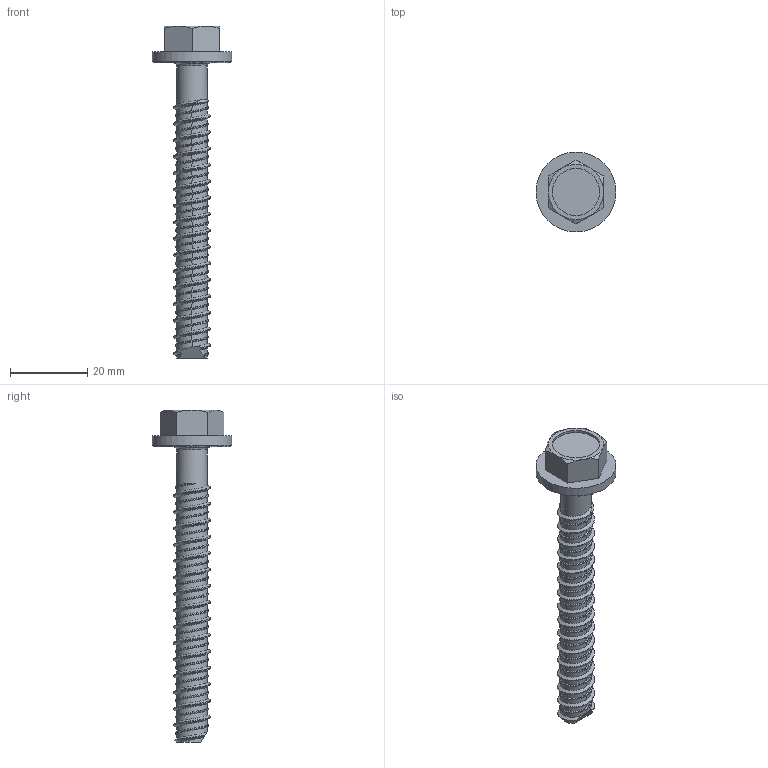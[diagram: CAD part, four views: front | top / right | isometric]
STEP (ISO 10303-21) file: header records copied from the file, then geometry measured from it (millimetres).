
FILE_DESCRIPTION(/* description */ (''),/* implementation_level */ '2;1');
FILE_NAME(/* name */ '24-383S-0.step',/* time_stamp */ '2024-09-23T14:26:42-04:00',/* author */ (''),/* organization */ (''),/* preprocessor_version */ 'ST-DEVELOPER v20',/* originating_system */ 'Autodesk Translation Framework v13.14.0.145',/* authorisation */ '');
FILE_SCHEMA (('AUTOMOTIVE_DESIGN { 1 0 10303 214 3 1 1 }'));
Length unit declared in the file: millimetre
Products named in the file (2): (Unsaved); Product
Assembly tree (1 placements, depth 2):
  (Unsaved)
    Product
Bounding box: 20.65 x 20.65 x 85.72 mm (x, y, z)
Volume: 6026.7 mm3; surface area: 3687.3 mm2
Topology: 1 solids, 1 shells, 150 faces, 391 edges, 246 vertices
Faces by surface type: cylinder 86, plane 48, cone 9, bspline 6, torus 1
Full cylindrical faces by diameter (mm): 7.938 x29, 8.456 x14, 9.525 x14, 12.144 x1, 19.698 x1, 20.65 x1
Entity records: 13793 total; most frequent: CARTESIAN_POINT 10346, ORIENTED_EDGE 782, DIRECTION 615, EDGE_CURVE 391, VERTEX_POINT 246, AXIS2_PLACEMENT_3D 233, EDGE_LOOP 153, FACE_OUTER_BOUND 150
